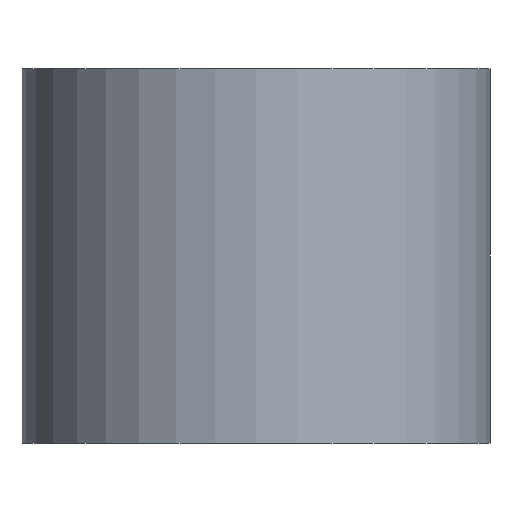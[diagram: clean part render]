
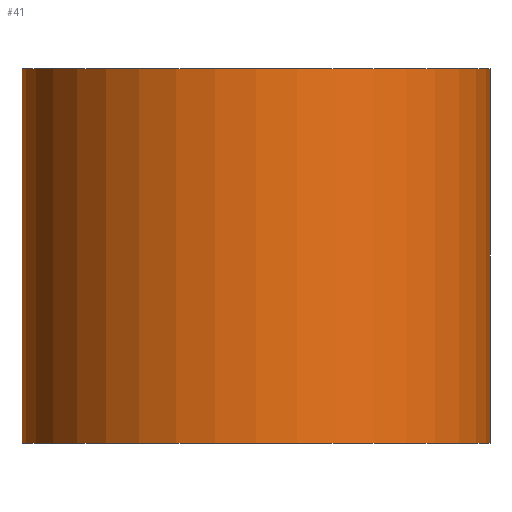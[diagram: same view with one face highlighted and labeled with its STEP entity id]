
A CAD part, front view. The second image highlights one B-rep face of the part: STEP entity #41.
In plain terms, the highlighted cylindrical face has radius 25 mm (diameter 50 mm), a partial arc.
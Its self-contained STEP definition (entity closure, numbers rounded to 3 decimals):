
#1 = AXIS2_PLACEMENT_3D ( 'NONE', #101, #27, #15 ) ;
#4 = CARTESIAN_POINT ( 'NONE',  ( 0., 0., 40. ) ) ;
#8 = CARTESIAN_POINT ( 'NONE',  ( 25., 0., 40. ) ) ;
#15 = DIRECTION ( 'NONE',  ( -1., 0., 0. ) ) ;
#17 = ORIENTED_EDGE ( 'NONE', *, *, #85, .F. ) ;
#20 = CARTESIAN_POINT ( 'NONE',  ( -25., 0., 40. ) ) ;
#26 = AXIS2_PLACEMENT_3D ( 'NONE', #48, #154, #77 ) ;
#27 = DIRECTION ( 'NONE',  ( 0., 0., -1. ) ) ;
#29 = CYLINDRICAL_SURFACE ( 'NONE', #1, 25. ) ;
#31 = LINE ( 'NONE', #108, #120 ) ;
#41 = ADVANCED_FACE ( 'NONE', ( #59 ), #29, .T. ) ;
#44 = CIRCLE ( 'NONE', #146, 25. ) ;
#48 = CARTESIAN_POINT ( 'NONE',  ( 0., 0., 0. ) ) ;
#52 = DIRECTION ( 'NONE',  ( 0., 0., -1. ) ) ;
#57 = VERTEX_POINT ( 'NONE', #129 ) ;
#59 = FACE_OUTER_BOUND ( 'NONE', #170, .T. ) ;
#61 = CARTESIAN_POINT ( 'NONE',  ( -25., 0., 40. ) ) ;
#66 = EDGE_CURVE ( 'NONE', #103, #149, #44, .T. ) ;
#74 = ORIENTED_EDGE ( 'NONE', *, *, #169, .T. ) ;
#77 = DIRECTION ( 'NONE',  ( 1., 0., 0. ) ) ;
#82 = EDGE_CURVE ( 'NONE', #151, #57, #148, .T. ) ;
#85 = EDGE_CURVE ( 'NONE', #149, #57, #31, .T. ) ;
#87 = CARTESIAN_POINT ( 'NONE',  ( -25., 0., 0. ) ) ;
#100 = ORIENTED_EDGE ( 'NONE', *, *, #82, .T. ) ;
#101 = CARTESIAN_POINT ( 'NONE',  ( 0., 0., 40. ) ) ;
#102 = VECTOR ( 'NONE', #52, 1000. ) ;
#103 = VERTEX_POINT ( 'NONE', #20 ) ;
#108 = CARTESIAN_POINT ( 'NONE',  ( 25., 0., 40. ) ) ;
#115 = DIRECTION ( 'NONE',  ( 0., 0., 1. ) ) ;
#120 = VECTOR ( 'NONE', #155, 1000. ) ;
#129 = CARTESIAN_POINT ( 'NONE',  ( 25., 0., 0. ) ) ;
#139 = ORIENTED_EDGE ( 'NONE', *, *, #66, .F. ) ;
#144 = LINE ( 'NONE', #61, #102 ) ;
#146 = AXIS2_PLACEMENT_3D ( 'NONE', #4, #115, #171 ) ;
#148 = CIRCLE ( 'NONE', #26, 25. ) ;
#149 = VERTEX_POINT ( 'NONE', #8 ) ;
#151 = VERTEX_POINT ( 'NONE', #87 ) ;
#154 = DIRECTION ( 'NONE',  ( 0., 0., 1. ) ) ;
#155 = DIRECTION ( 'NONE',  ( 0., 0., -1. ) ) ;
#169 = EDGE_CURVE ( 'NONE', #103, #151, #144, .T. ) ;
#170 = EDGE_LOOP ( 'NONE', ( #17, #139, #74, #100 ) ) ;
#171 = DIRECTION ( 'NONE',  ( 1., 0., 0. ) ) ;
